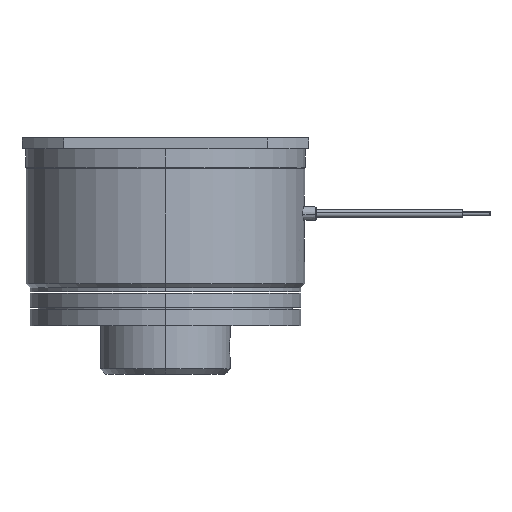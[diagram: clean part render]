
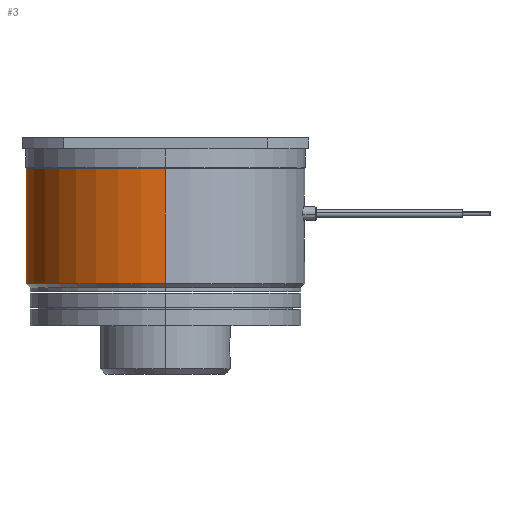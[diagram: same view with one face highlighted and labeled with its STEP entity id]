
A CAD part, left-side view. The second image highlights one B-rep face of the part: STEP entity #3.
In plain terms, the highlighted cylindrical face has radius 25.75 mm (diameter 51.5 mm), a partial arc.
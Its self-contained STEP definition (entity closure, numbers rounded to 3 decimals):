
#3 = ADVANCED_FACE ( 'NONE', ( #2054 ), #5838, .T. ) ;
#1192 = CARTESIAN_POINT ( 'NONE',  ( -25.75, 0., -26.95 ) ) ;
#1275 = CARTESIAN_POINT ( 'NONE',  ( 25.75, 0., -26.95 ) ) ;
#1504 = VERTEX_POINT ( 'NONE', #5105 ) ;
#1574 = EDGE_CURVE ( 'NONE', #8280, #8797, #9255, .T. ) ;
#2054 = FACE_OUTER_BOUND ( 'NONE', #10745, .T. ) ;
#2274 = AXIS2_PLACEMENT_3D ( 'NONE', #5666, #9631, #4808 ) ;
#2791 = AXIS2_PLACEMENT_3D ( 'NONE', #9138, #9335, #5309 ) ;
#2959 = CARTESIAN_POINT ( 'NONE',  ( 0., 0., -5.7 ) ) ;
#3053 = EDGE_CURVE ( 'NONE', #1504, #8797, #7633, .T. ) ;
#3933 = DIRECTION ( 'NONE',  ( 1., 0., 0. ) ) ;
#4011 = CARTESIAN_POINT ( 'NONE',  ( -25.75, 0., -1.074 ) ) ;
#4353 = CARTESIAN_POINT ( 'NONE',  ( 25.75, 0., -1.074 ) ) ;
#4414 = ORIENTED_EDGE ( 'NONE', *, *, #5689, .T. ) ;
#4808 = DIRECTION ( 'NONE',  ( 1., 0., 0. ) ) ;
#5105 = CARTESIAN_POINT ( 'NONE',  ( 25.75, 0., -5.7 ) ) ;
#5309 = DIRECTION ( 'NONE',  ( 1., 0., 0. ) ) ;
#5581 = AXIS2_PLACEMENT_3D ( 'NONE', #2959, #10060, #3933 ) ;
#5666 = CARTESIAN_POINT ( 'NONE',  ( 0., 0., -26.95 ) ) ;
#5689 = EDGE_CURVE ( 'NONE', #11501, #8280, #11220, .T. ) ;
#5838 = CYLINDRICAL_SURFACE ( 'NONE', #2791, 25.75 ) ;
#6497 = VECTOR ( 'NONE', #11478, 1000. ) ;
#7633 = CIRCLE ( 'NONE', #5581, 25.75 ) ;
#8280 = VERTEX_POINT ( 'NONE', #1192 ) ;
#8310 = LINE ( 'NONE', #4353, #12214 ) ;
#8797 = VERTEX_POINT ( 'NONE', #12101 ) ;
#9138 = CARTESIAN_POINT ( 'NONE',  ( 0., 0., -1.074 ) ) ;
#9225 = ORIENTED_EDGE ( 'NONE', *, *, #1574, .T. ) ;
#9255 = LINE ( 'NONE', #4011, #6497 ) ;
#9335 = DIRECTION ( 'NONE',  ( 0., 0., 1. ) ) ;
#9631 = DIRECTION ( 'NONE',  ( 0., 0., 1. ) ) ;
#9756 = EDGE_CURVE ( 'NONE', #11501, #1504, #8310, .T. ) ;
#10060 = DIRECTION ( 'NONE',  ( 0., 0., 1. ) ) ;
#10745 = EDGE_LOOP ( 'NONE', ( #4414, #9225, #11715, #12793 ) ) ;
#11220 = CIRCLE ( 'NONE', #2274, 25.75 ) ;
#11478 = DIRECTION ( 'NONE',  ( 0., 0., 1. ) ) ;
#11501 = VERTEX_POINT ( 'NONE', #1275 ) ;
#11715 = ORIENTED_EDGE ( 'NONE', *, *, #3053, .F. ) ;
#12101 = CARTESIAN_POINT ( 'NONE',  ( -25.75, 0., -5.7 ) ) ;
#12214 = VECTOR ( 'NONE', #12225, 1000. ) ;
#12225 = DIRECTION ( 'NONE',  ( 0., 0., 1. ) ) ;
#12793 = ORIENTED_EDGE ( 'NONE', *, *, #9756, .F. ) ;
